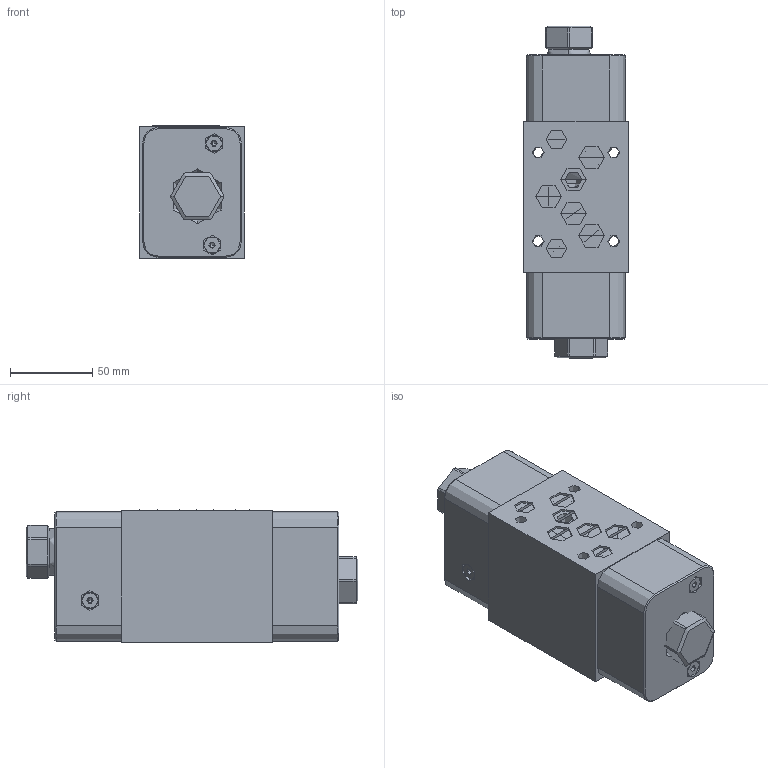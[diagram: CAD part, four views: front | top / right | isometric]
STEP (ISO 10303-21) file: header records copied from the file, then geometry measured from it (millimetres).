
FILE_DESCRIPTION((''),'2;1');
FILE_NAME('U4A_ASM','2020-01-03T',('ProEService'),(''),'PRO/ENGINEER BY PARAMETRIC TECHNOLOGY CORPORATION, 2014200','PRO/ENGINEER BY PARAMETRIC TECHNOLOGY CORPORATION, 2014200','');
FILE_SCHEMA(('CONFIG_CONTROL_DESIGN'));
Length unit declared in the file: inch
Products named in the file (6): 171-831; DKFSXHN; A330-006-002; 500-001-014; 500-001-012; U4A_ASM
Assembly tree (15 placements, depth 2):
  U4A_ASM
    171-831
    DKFSXHN  x2
    A330-006-002  x5
    500-001-014  x5
    500-001-012  x2
Bounding box: 63.5 x 202.06 x 80.54 mm (x, y, z)
Volume: 90355.4 mm3
Topology: 20 solids, 25 shells, 859 faces, 2378 edges, 1819 vertices
Faces by surface type: cylinder 331, cone 209, plane 173, torus 78, revolution 56, sphere 12
Entity records: 22414 total; most frequent: CARTESIAN_POINT 8179, DIRECTION 3023, ORIENTED_EDGE 2498, EDGE_CURVE 1249, AXIS2_PLACEMENT_3D 1109, VECTOR 783, LINE 783, VERTEX_POINT 765
